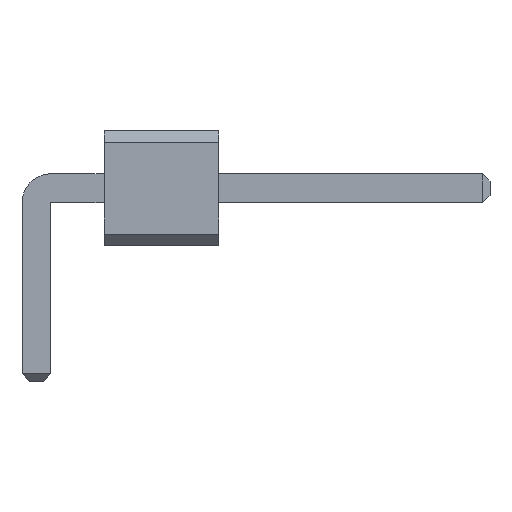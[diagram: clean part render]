
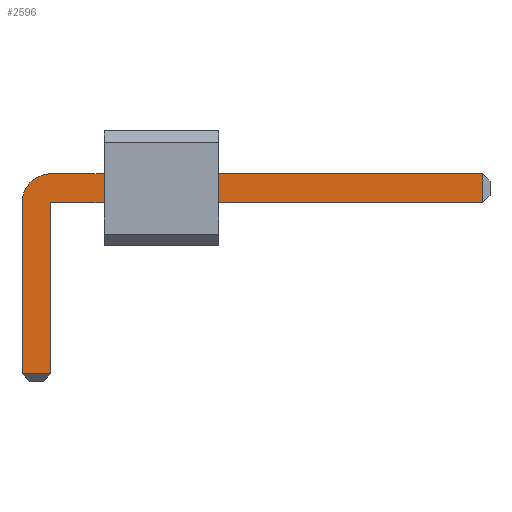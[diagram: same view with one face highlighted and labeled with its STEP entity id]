
A CAD part, front view. The second image highlights one B-rep face of the part: STEP entity #2596.
In plain terms, the highlighted planar face has unit normal (0, -1, 0).
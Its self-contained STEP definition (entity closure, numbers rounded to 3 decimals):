
#13=DIRECTION('',(0.,0.,1.));
#1126=VECTOR('',#13,1.);
#2396=VECTOR('',#2397,1.);
#2397=DIRECTION('',(1.,0.,0.));
#2403=VECTOR('',#2404,1.);
#2404=DIRECTION('',(0.,0.,-1.));
#2411=VECTOR('',#2412,1.);
#2412=DIRECTION('',(-1.,0.,0.));
#2433=DIRECTION('',(-0.,1.,0.));
#2437=DIRECTION('',(0.,1.,0.));
#2438=DIRECTION('',(1.,0.,0.));
#2445=VERTEX_POINT('',#2446);
#2446=CARTESIAN_POINT('',(0.32,-46.04,1.59));
#2448=ORIENTED_EDGE('',*,*,#2449,.T.);
#2449=EDGE_CURVE('',#2445,#2450,#2452,.T.);
#2450=VERTEX_POINT('',#2451);
#2451=CARTESIAN_POINT('',(9.88,-46.04,1.59));
#2452=LINE('',#2453,#2396);
#2453=CARTESIAN_POINT('',(-0.32,-46.04,1.59));
#2491=EDGE_CURVE('',#2492,#2445,#2494,.T.);
#2492=VERTEX_POINT('',#2493);
#2493=CARTESIAN_POINT('',(-0.32,-46.04,0.95));
#2494=CIRCLE('',#2495,0.64);
#2495=AXIS2_PLACEMENT_3D('',#2496,#2433,#2404);
#2496=CARTESIAN_POINT('',(0.32,-46.04,0.95));
#2508=VERTEX_POINT('',#2509);
#2509=CARTESIAN_POINT('',(9.88,-46.04,0.95));
#2511=ORIENTED_EDGE('',*,*,#2512,.T.);
#2512=EDGE_CURVE('',#2508,#2513,#2514,.T.);
#2513=VERTEX_POINT('',#2496);
#2514=LINE('',#2515,#2411);
#2515=CARTESIAN_POINT('',(10.04,-46.04,0.95));
#2527=VERTEX_POINT('',#2528);
#2528=CARTESIAN_POINT('',(-0.32,-46.04,-2.84));
#2530=ORIENTED_EDGE('',*,*,#2531,.T.);
#2531=EDGE_CURVE('',#2527,#2492,#2532,.T.);
#2532=LINE('',#2533,#1126);
#2533=CARTESIAN_POINT('',(-0.32,-46.04,-3.));
#2541=ORIENTED_EDGE('',*,*,#2542,.T.);
#2542=EDGE_CURVE('',#2513,#2543,#2545,.T.);
#2543=VERTEX_POINT('',#2544);
#2544=CARTESIAN_POINT('',(0.32,-46.04,-2.84));
#2545=LINE('',#2496,#2403);
#2596=ADVANCED_FACE('',(#2597),#2606,.F.);
#2597=FACE_BOUND('',#2598,.F.);
#2598=EDGE_LOOP('',(#2448,#2599,#2511,#2541,#2602,#2530,#2605));
#2599=ORIENTED_EDGE('',*,*,#2600,.T.);
#2600=EDGE_CURVE('',#2450,#2508,#2601,.T.);
#2601=LINE('',#2451,#2403);
#2602=ORIENTED_EDGE('',*,*,#2603,.T.);
#2603=EDGE_CURVE('',#2543,#2527,#2604,.T.);
#2604=LINE('',#2544,#2411);
#2605=ORIENTED_EDGE('',*,*,#2491,.T.);
#2606=PLANE('',#2607);
#2607=AXIS2_PLACEMENT_3D('',#2608,#2437,#2438);
#2608=CARTESIAN_POINT('',(3.576,-46.04,0.579));
